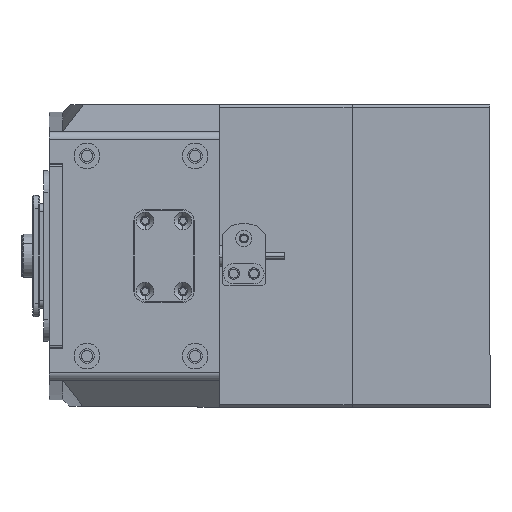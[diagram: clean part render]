
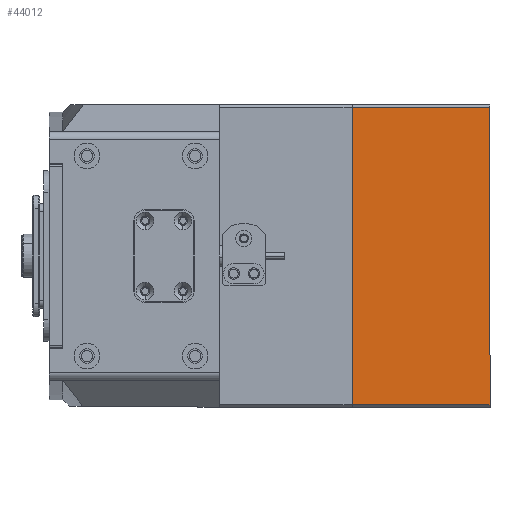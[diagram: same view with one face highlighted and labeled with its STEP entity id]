
A CAD part, left-side view. The second image highlights one B-rep face of the part: STEP entity #44012.
In plain terms, the highlighted planar face has unit normal (-1, 0, 0).
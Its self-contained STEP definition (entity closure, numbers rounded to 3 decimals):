
#66 = FACE_OUTER_BOUND ( 'NONE', #4721, .T. ) ;
#2061 = VERTEX_POINT ( 'NONE', #27251 ) ;
#3759 = CARTESIAN_POINT ( 'NONE',  ( -93., 54.9, 0. ) ) ;
#4721 = EDGE_LOOP ( 'NONE', ( #39942, #19869, #18958, #14660 ) ) ;
#6635 = VECTOR ( 'NONE', #8273, 1000. ) ;
#6685 = LINE ( 'NONE', #19723, #9078 ) ;
#8273 = DIRECTION ( 'NONE',  ( 0., 0., 1. ) ) ;
#9078 = VECTOR ( 'NONE', #34590, 1000. ) ;
#9334 = DIRECTION ( 'NONE',  ( 0., 0., -1. ) ) ;
#9830 = CARTESIAN_POINT ( 'NONE',  ( -93., -54.9, 0. ) ) ;
#10815 = VERTEX_POINT ( 'NONE', #11256 ) ;
#11256 = CARTESIAN_POINT ( 'NONE',  ( -93., 54.9, -51. ) ) ;
#14660 = ORIENTED_EDGE ( 'NONE', *, *, #48066, .T. ) ;
#16411 = LINE ( 'NONE', #28378, #19956 ) ;
#17514 = EDGE_CURVE ( 'NONE', #40809, #48379, #6685, .T. ) ;
#18958 = ORIENTED_EDGE ( 'NONE', *, *, #36311, .F. ) ;
#19723 = CARTESIAN_POINT ( 'NONE',  ( -93., 55.9, 0. ) ) ;
#19869 = ORIENTED_EDGE ( 'NONE', *, *, #27830, .T. ) ;
#19956 = VECTOR ( 'NONE', #9334, 1000. ) ;
#21414 = VECTOR ( 'NONE', #47768, 1000. ) ;
#21921 = AXIS2_PLACEMENT_3D ( 'NONE', #29430, #41358, #33409 ) ;
#21971 = CARTESIAN_POINT ( 'NONE',  ( -93., -54.9, -51. ) ) ;
#25957 = PLANE ( 'NONE',  #21921 ) ;
#27251 = CARTESIAN_POINT ( 'NONE',  ( -93., -54.9, -51. ) ) ;
#27830 = EDGE_CURVE ( 'NONE', #48379, #10815, #16411, .T. ) ;
#28378 = CARTESIAN_POINT ( 'NONE',  ( -93., 54.9, -51. ) ) ;
#29203 = CARTESIAN_POINT ( 'NONE',  ( -93., 55.9, -51. ) ) ;
#29430 = CARTESIAN_POINT ( 'NONE',  ( -93., 55.9, -51. ) ) ;
#31472 = LINE ( 'NONE', #29203, #21414 ) ;
#33409 = DIRECTION ( 'NONE',  ( 0., 1., 0. ) ) ;
#34590 = DIRECTION ( 'NONE',  ( 0., 1., 0. ) ) ;
#36311 = EDGE_CURVE ( 'NONE', #2061, #10815, #31472, .T. ) ;
#38070 = LINE ( 'NONE', #21971, #6635 ) ;
#39942 = ORIENTED_EDGE ( 'NONE', *, *, #17514, .T. ) ;
#40809 = VERTEX_POINT ( 'NONE', #9830 ) ;
#41358 = DIRECTION ( 'NONE',  ( 1., 0., 0. ) ) ;
#44012 = ADVANCED_FACE ( 'NONE', ( #66 ), #25957, .F. ) ;
#47768 = DIRECTION ( 'NONE',  ( 0., 1., 0. ) ) ;
#48066 = EDGE_CURVE ( 'NONE', #2061, #40809, #38070, .T. ) ;
#48379 = VERTEX_POINT ( 'NONE', #3759 ) ;
